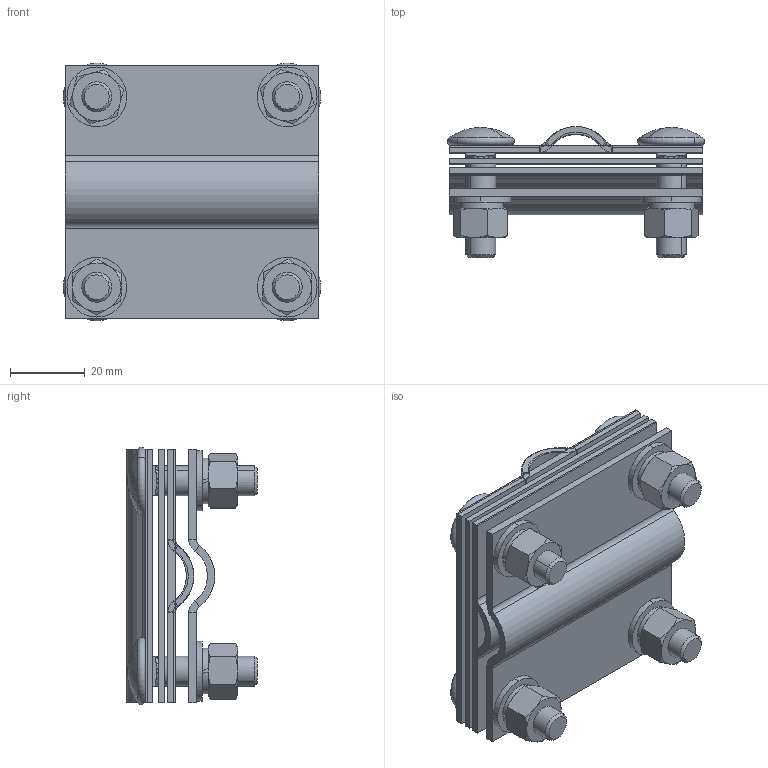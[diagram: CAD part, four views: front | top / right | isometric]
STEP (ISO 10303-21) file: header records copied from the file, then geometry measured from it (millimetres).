
FILE_DESCRIPTION (( 'STEP AP203' ), '1' );
FILE_NAME ('0106 Êðåñòîîáðàçíûé ñîåäèíèòåëü 4õÌ8õ30, òðè ïëàñòèíû.STEP', '2024-03-25T07:25:09', ( '' ), ( '' ), 'SwSTEP 2.0', 'SolidWorks 2022', '' );
FILE_SCHEMA (( 'CONFIG_CONTROL_DESIGN' ));
Length unit declared in the file: millimetre
Products named in the file (11): plain washer grade a_din_Washer DIN 125 - A 8.4; 0106.001 Пластина; 0106 Крестообразный соединитель 4хМ8х30, три пластины; hex nut gradec_iso_ISO - 4034 - M8 - N; 0105.001 Пластина; 0105.001-01 Пластина; square neck bolt 02_iso_ISO 8678-M8x30-24.5-N; 0106.001-01 Пластина; ГОСТ 6402-70_Шайба 8Л ГОСТ 6402-70; 0105.001-02 Пластина; 0106.001-02 Пластина
Assembly tree (25 placements, depth 2):
  0106 Крестообразный соединитель 4хМ8х30, три пластины
    0105.001 Пластина  x2
    0106.001 Пластина
    square neck bolt 02_iso_ISO 8678-M8x30-24.5-N  x4
    hex nut gradec_iso_ISO - 4034 - M8 - N  x4
    0105.001-01 Пластина  x2
    0106.001-01 Пластина
    0106.001-02 Пластина
    0105.001-02 Пластина  x2
    ГОСТ 6402-70_Шайба 8Л ГОСТ 6402-70  x4
    plain washer grade a_din_Washer DIN 125 - A 8.4  x4
Bounding box: 68.93 x 35 x 68.93 mm (x, y, z)
Volume: 88322.1 mm3; surface area: 98517.4 mm2
Topology: 25 solids, 25 shells, 606 faces, 1440 edges, 856 vertices
Faces by surface type: plane 338, cylinder 108, cone 92, bspline 32, torus 28, sphere 8
Entity records: 9434 total; most frequent: CARTESIAN_POINT 1755, ORIENTED_EDGE 1250, DIRECTION 1233, EDGE_CURVE 625, LINE 461, VECTOR 461, VERTEX_POINT 388, AXIS2_PLACEMENT_3D 386
